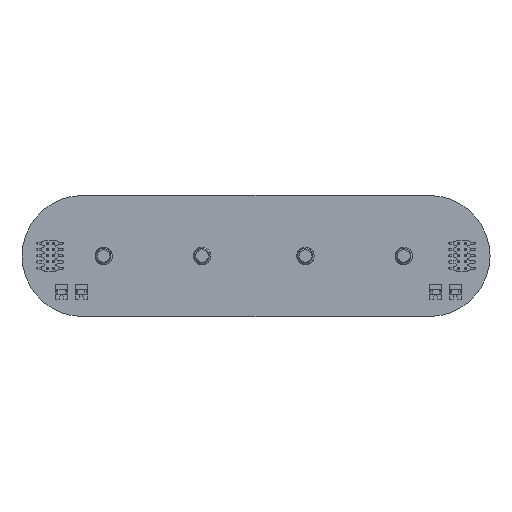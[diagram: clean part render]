
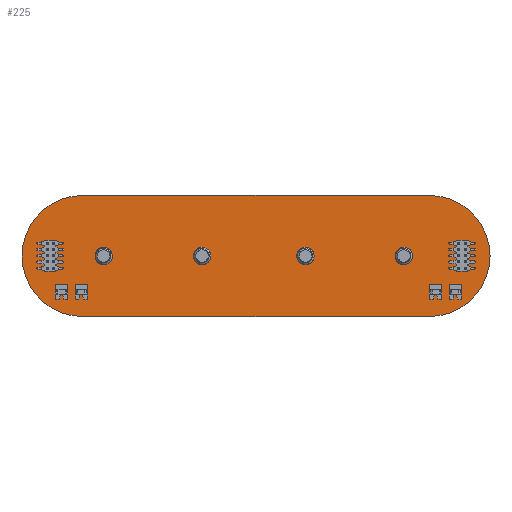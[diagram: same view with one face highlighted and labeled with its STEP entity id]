
A CAD part, top view. The second image highlights one B-rep face of the part: STEP entity #225.
In plain terms, the highlighted planar face has unit normal (0, 0, 1).
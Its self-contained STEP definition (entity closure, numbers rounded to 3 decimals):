
#92 = VERTEX_POINT('',#93);
#93 = CARTESIAN_POINT('',(12.25,0.,1.691));
#99 = EDGE_CURVE('',#92,#100,#102,.T.);
#100 = VERTEX_POINT('',#101);
#101 = CARTESIAN_POINT('',(82.75,0.,1.691));
#102 = LINE('',#103,#104);
#103 = CARTESIAN_POINT('',(12.25,0.,1.691));
#104 = VECTOR('',#105,1.);
#105 = DIRECTION('',(1.,0.,0.));
#130 = EDGE_CURVE('',#100,#131,#133,.T.);
#131 = VERTEX_POINT('',#132);
#132 = CARTESIAN_POINT('',(82.75,24.6,1.691));
#133 = CIRCLE('',#134,12.3);
#134 = AXIS2_PLACEMENT_3D('',#135,#136,#137);
#135 = CARTESIAN_POINT('',(82.75,12.3,1.691));
#136 = DIRECTION('',(0.,0.,1.));
#137 = DIRECTION('',(-0.,-1.,0.));
#163 = EDGE_CURVE('',#131,#164,#166,.T.);
#164 = VERTEX_POINT('',#165);
#165 = CARTESIAN_POINT('',(12.25,24.6,1.691));
#166 = LINE('',#167,#168);
#167 = CARTESIAN_POINT('',(82.75,24.6,1.691));
#168 = VECTOR('',#169,1.);
#169 = DIRECTION('',(-1.,0.,0.));
#194 = EDGE_CURVE('',#164,#92,#195,.T.);
#195 = CIRCLE('',#196,12.3);
#196 = AXIS2_PLACEMENT_3D('',#197,#198,#199);
#197 = CARTESIAN_POINT('',(12.25,12.3,1.691));
#198 = DIRECTION('',(0.,0.,1.));
#199 = DIRECTION('',(0.,1.,0.));
#225 = ADVANCED_FACE('',(#226),#232,.T.);
#226 = FACE_BOUND('',#227,.T.);
#227 = EDGE_LOOP('',(#228,#229,#230,#231));
#228 = ORIENTED_EDGE('',*,*,#99,.T.);
#229 = ORIENTED_EDGE('',*,*,#130,.T.);
#230 = ORIENTED_EDGE('',*,*,#163,.T.);
#231 = ORIENTED_EDGE('',*,*,#194,.T.);
#232 = PLANE('',#233);
#233 = AXIS2_PLACEMENT_3D('',#234,#235,#236);
#234 = CARTESIAN_POINT('',(47.5,12.3,1.691));
#235 = DIRECTION('',(0.,0.,1.));
#236 = DIRECTION('',(1.,0.,-0.));
